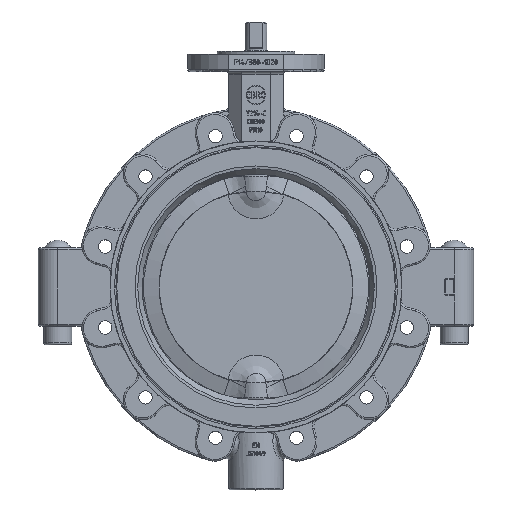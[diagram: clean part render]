
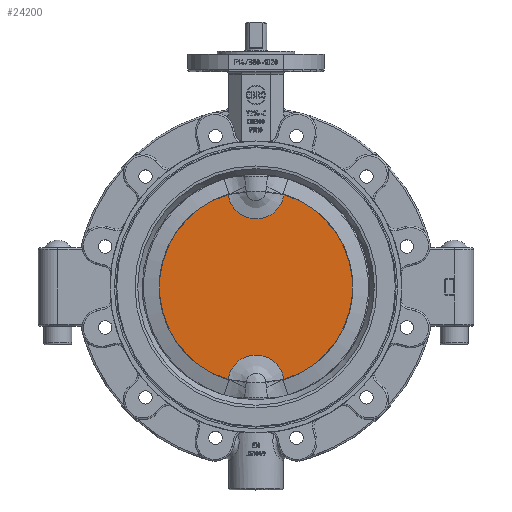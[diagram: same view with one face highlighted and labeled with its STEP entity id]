
A CAD part, top view. The second image highlights one B-rep face of the part: STEP entity #24200.
In plain terms, the highlighted planar face has unit normal (0, 0, 1).
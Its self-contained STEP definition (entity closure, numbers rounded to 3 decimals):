
#1539=B_SPLINE_CURVE_WITH_KNOTS('',3,(#56394,#56395,#56396,#56397,#56398,
#56399,#56400,#56401,#56402,#56403,#56404,#56405),.UNSPECIFIED.,.F.,.F.,
(4,1,1,1,1,1,1,1,1,4),(-10.312,-9.576,-8.839,
-7.366,-5.893,-4.42,-2.946,
-1.473,-0.737,0.),.UNSPECIFIED.);
#1540=B_SPLINE_CURVE_WITH_KNOTS('',3,(#56409,#56410,#56411,#56412,#56413,
#56414,#56415,#56416,#56417,#56418,#56419,#56420),.UNSPECIFIED.,.F.,.F.,
(4,1,1,1,1,1,1,1,1,4),(-10.312,-9.576,-8.839,
-7.366,-5.893,-4.42,-2.946,
-1.473,-0.737,0.),.UNSPECIFIED.);
#5038=PLANE('',#25883);
#6516=FACE_OUTER_BOUND('',#8057,.T.);
#8057=EDGE_LOOP('',(#20928,#20929,#20930,#20931));
#8927=CIRCLE('',#25884,123.737);
#8928=CIRCLE('',#25885,123.737);
#11127=VERTEX_POINT('',#56392);
#11128=VERTEX_POINT('',#56393);
#11129=VERTEX_POINT('',#56406);
#11130=VERTEX_POINT('',#56408);
#14415=EDGE_CURVE('',#11127,#11128,#1539,.T.);
#14416=EDGE_CURVE('',#11129,#11127,#8927,.T.);
#14417=EDGE_CURVE('',#11130,#11129,#1540,.T.);
#14418=EDGE_CURVE('',#11128,#11130,#8928,.T.);
#20928=ORIENTED_EDGE('',*,*,#14415,.F.);
#20929=ORIENTED_EDGE('',*,*,#14416,.F.);
#20930=ORIENTED_EDGE('',*,*,#14417,.F.);
#20931=ORIENTED_EDGE('',*,*,#14418,.F.);
#24200=ADVANCED_FACE('',(#6516),#5038,.T.);
#25883=AXIS2_PLACEMENT_3D('',#56391,#30548,#30549);
#25884=AXIS2_PLACEMENT_3D('',#56407,#30550,#30551);
#25885=AXIS2_PLACEMENT_3D('',#56421,#30552,#30553);
#30548=DIRECTION('center_axis',(0.,0.,
1.));
#30549=DIRECTION('ref_axis',(0.,-1.,0.));
#30550=DIRECTION('center_axis',(0.,0.,
-1.));
#30551=DIRECTION('ref_axis',(-1.,0.,0.));
#30552=DIRECTION('center_axis',(0.,0.,
-1.));
#30553=DIRECTION('ref_axis',(1.,0.,0.));
#56391=CARTESIAN_POINT('Origin',(62.,2.5,10.));
#56392=CARTESIAN_POINT('',(-35.569,121.014,10.));
#56393=CARTESIAN_POINT('',(35.569,121.014,10.));
#56394=CARTESIAN_POINT('Ctrl Pts',(-35.569,121.014,10.));
#56395=CARTESIAN_POINT('Ctrl Pts',(-35.282,118.576,10.));
#56396=CARTESIAN_POINT('Ctrl Pts',(-34.182,113.742,10.));
#56397=CARTESIAN_POINT('Ctrl Pts',(-30.043,104.769,10.));
#56398=CARTESIAN_POINT('Ctrl Pts',(-21.42,95.488,10.));
#56399=CARTESIAN_POINT('Ctrl Pts',(-7.563,89.541,10.));
#56400=CARTESIAN_POINT('Ctrl Pts',(7.493,89.521,10.));
#56401=CARTESIAN_POINT('Ctrl Pts',(21.365,95.456,10.));
#56402=CARTESIAN_POINT('Ctrl Pts',(30.001,104.704,10.));
#56403=CARTESIAN_POINT('Ctrl Pts',(34.171,113.699,10.));
#56404=CARTESIAN_POINT('Ctrl Pts',(35.282,118.576,10.));
#56405=CARTESIAN_POINT('Ctrl Pts',(35.569,121.014,10.));
#56406=CARTESIAN_POINT('',(-35.569,-116.014,10.));
#56407=CARTESIAN_POINT('Origin',(0.,2.5,10.));
#56408=CARTESIAN_POINT('',(35.569,-116.014,10.));
#56409=CARTESIAN_POINT('Ctrl Pts',(35.569,-116.014,10.));
#56410=CARTESIAN_POINT('Ctrl Pts',(35.282,-113.576,10.));
#56411=CARTESIAN_POINT('Ctrl Pts',(34.183,-108.743,10.));
#56412=CARTESIAN_POINT('Ctrl Pts',(30.041,-99.768,10.));
#56413=CARTESIAN_POINT('Ctrl Pts',(21.423,-90.493,10.));
#56414=CARTESIAN_POINT('Ctrl Pts',(7.563,-84.539,10.));
#56415=CARTESIAN_POINT('Ctrl Pts',(-7.493,-84.525,
10.));
#56416=CARTESIAN_POINT('Ctrl Pts',(-21.363,-90.451,
10.));
#56417=CARTESIAN_POINT('Ctrl Pts',(-30.,-99.704,
10.));
#56418=CARTESIAN_POINT('Ctrl Pts',(-34.171,-108.699,
10.));
#56419=CARTESIAN_POINT('Ctrl Pts',(-35.282,-113.576,10.));
#56420=CARTESIAN_POINT('Ctrl Pts',(-35.569,-116.014,10.));
#56421=CARTESIAN_POINT('Origin',(0.,2.5,10.));
